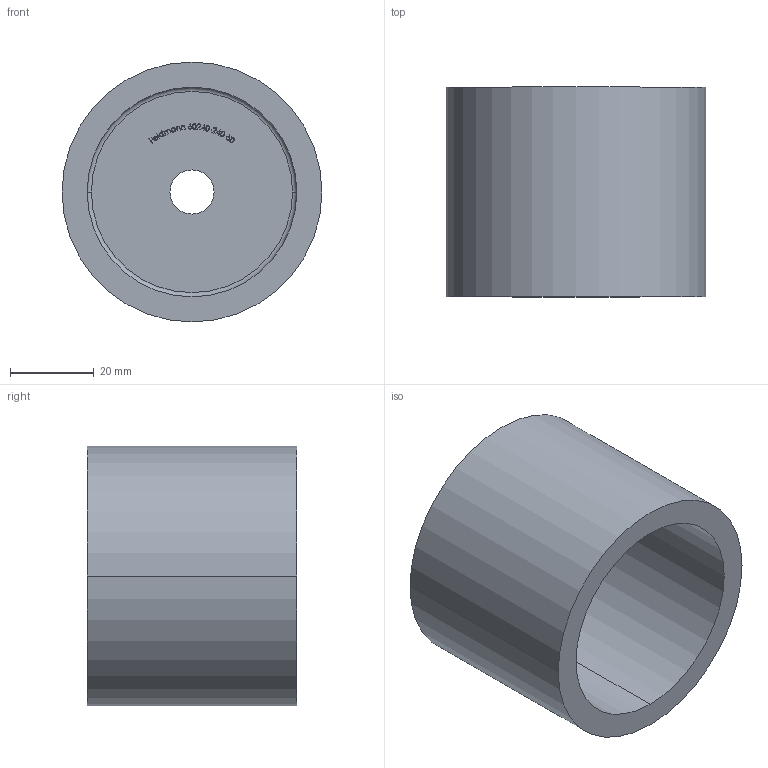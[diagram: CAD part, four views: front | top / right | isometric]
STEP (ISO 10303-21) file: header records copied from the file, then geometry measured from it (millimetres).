
FILE_DESCRIPTION (( 'STEP AP203' ), '1' );
FILE_NAME ('60240-240-50.step', '2020-10-27T12:54:24', ( '' ), ( '' ), 'SwSTEP 2.0', 'SolidWorks 2018', '' );
FILE_SCHEMA (( 'CONFIG_CONTROL_DESIGN' ));
Length unit declared in the file: millimetre
Products named in the file (2): 60240-240-50
Bounding box: 62 x 50 x 62 mm (x, y, z)
Volume: 62191.8 mm3; surface area: 22771.4 mm2
Topology: 1 solids, 1 shells, 265 faces, 694 edges, 462 vertices
Faces by surface type: plane 142, bspline 113, cylinder 6, torus 2, cone 2
Entity records: 15113 total; most frequent: CARTESIAN_POINT 9176, ORIENTED_EDGE 1388, DIRECTION 796, EDGE_CURVE 694, VERTEX_POINT 462, VECTOR 448, LINE 448, EDGE_LOOP 298
